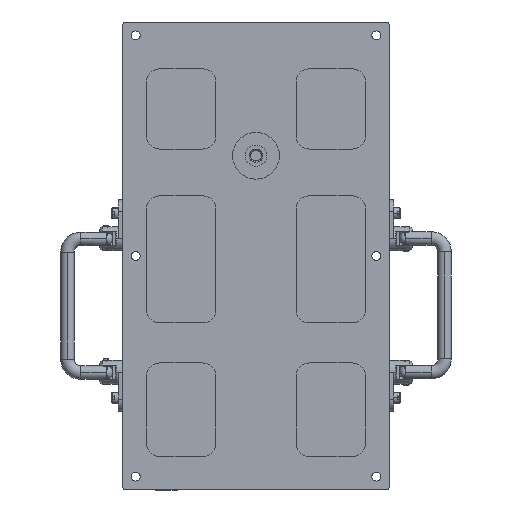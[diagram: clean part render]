
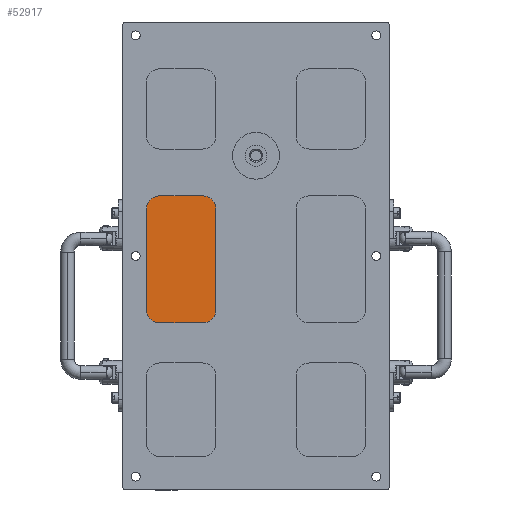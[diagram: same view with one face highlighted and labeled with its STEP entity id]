
A CAD part, front view. The second image highlights one B-rep face of the part: STEP entity #52917.
In plain terms, the highlighted face is planar.
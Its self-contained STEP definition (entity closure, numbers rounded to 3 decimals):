
#1025 = DIRECTION ( 'NONE',  ( 0., 0., -1. ) ) ;
#2098 = AXIS2_PLACEMENT_3D ( 'NONE', #47759, #54197, #32041 ) ;
#5059 = VECTOR ( 'NONE', #11549, 1000. ) ;
#6165 = CARTESIAN_POINT ( 'NONE',  ( -35., 40., -172. ) ) ;
#6833 = DIRECTION ( 'NONE',  ( 1., 0., 0. ) ) ;
#7465 = DIRECTION ( 'NONE',  ( 0., 0., -1. ) ) ;
#8249 = EDGE_CURVE ( 'NONE', #37902, #10334, #31585, .T. ) ;
#9204 = VERTEX_POINT ( 'NONE', #37909 ) ;
#9401 = CARTESIAN_POINT ( 'NONE',  ( -35., 125., -172. ) ) ;
#10103 = CARTESIAN_POINT ( 'NONE',  ( -35., 30., -172. ) ) ;
#10334 = VERTEX_POINT ( 'NONE', #11272 ) ;
#10596 = ORIENTED_EDGE ( 'NONE', *, *, #41659, .T. ) ;
#10892 = CARTESIAN_POINT ( 'NONE',  ( -35., 125., -100. ) ) ;
#11272 = CARTESIAN_POINT ( 'NONE',  ( -35., 115., -130. ) ) ;
#11549 = DIRECTION ( 'NONE',  ( 0., 0., 1. ) ) ;
#11994 = ORIENTED_EDGE ( 'NONE', *, *, #67543, .T. ) ;
#13977 = ORIENTED_EDGE ( 'NONE', *, *, #30802, .T. ) ;
#15154 = EDGE_CURVE ( 'NONE', #51168, #37774, #65175, .T. ) ;
#15714 = CARTESIAN_POINT ( 'NONE',  ( -35., 40., -130. ) ) ;
#16890 = CIRCLE ( 'NONE', #26750, 10. ) ;
#17134 = CARTESIAN_POINT ( 'NONE',  ( -35., 125., -140. ) ) ;
#17192 = DIRECTION ( 'NONE',  ( 1., 0., 0. ) ) ;
#17677 = DIRECTION ( 'NONE',  ( 0., 0., 1. ) ) ;
#18524 = DIRECTION ( 'NONE',  ( 0., 0., -1. ) ) ;
#19030 = ORIENTED_EDGE ( 'NONE', *, *, #8249, .T. ) ;
#22550 = CARTESIAN_POINT ( 'NONE',  ( -35., 0., -182. ) ) ;
#25962 = EDGE_CURVE ( 'NONE', #10334, #59821, #62203, .T. ) ;
#26750 = AXIS2_PLACEMENT_3D ( 'NONE', #59742, #33779, #7465 ) ;
#27443 = FACE_OUTER_BOUND ( 'NONE', #63639, .T. ) ;
#28011 = DIRECTION ( 'NONE',  ( 0., 1., 0. ) ) ;
#28624 = CARTESIAN_POINT ( 'NONE',  ( -35., 115., -172. ) ) ;
#29648 = VERTEX_POINT ( 'NONE', #9401 ) ;
#30380 = CIRCLE ( 'NONE', #38005, 10. ) ;
#30774 = CARTESIAN_POINT ( 'NONE',  ( -35., 0., -130. ) ) ;
#30802 = EDGE_CURVE ( 'NONE', #67319, #29648, #39666, .T. ) ;
#31384 = ORIENTED_EDGE ( 'NONE', *, *, #25962, .T. ) ;
#31585 = CIRCLE ( 'NONE', #2098, 10. ) ;
#32041 = DIRECTION ( 'NONE',  ( 0., 0., -1. ) ) ;
#32804 = LINE ( 'NONE', #22550, #38900 ) ;
#33083 = AXIS2_PLACEMENT_3D ( 'NONE', #28624, #44023, #54580 ) ;
#33779 = DIRECTION ( 'NONE',  ( 1., 0., 0. ) ) ;
#37774 = VERTEX_POINT ( 'NONE', #60762 ) ;
#37902 = VERTEX_POINT ( 'NONE', #17134 ) ;
#37909 = CARTESIAN_POINT ( 'NONE',  ( -35., 40., -182. ) ) ;
#38005 = AXIS2_PLACEMENT_3D ( 'NONE', #6165, #6833, #1025 ) ;
#38900 = VECTOR ( 'NONE', #28011, 1000. ) ;
#39203 = CARTESIAN_POINT ( 'NONE',  ( -35., 30., -100. ) ) ;
#39666 = CIRCLE ( 'NONE', #33083, 10. ) ;
#41039 = DIRECTION ( 'NONE',  ( 0., -1., 0. ) ) ;
#41659 = EDGE_CURVE ( 'NONE', #51168, #9204, #30380, .T. ) ;
#42118 = AXIS2_PLACEMENT_3D ( 'NONE', #64009, #17192, #18524 ) ;
#42588 = ORIENTED_EDGE ( 'NONE', *, *, #15154, .F. ) ;
#42985 = EDGE_CURVE ( 'NONE', #29648, #37902, #47787, .T. ) ;
#44023 = DIRECTION ( 'NONE',  ( 1., 0., 0. ) ) ;
#46817 = ORIENTED_EDGE ( 'NONE', *, *, #54152, .T. ) ;
#47759 = CARTESIAN_POINT ( 'NONE',  ( -35., 115., -140. ) ) ;
#47787 = LINE ( 'NONE', #10892, #63846 ) ;
#48285 = PLANE ( 'NONE',  #42118 ) ;
#51168 = VERTEX_POINT ( 'NONE', #10103 ) ;
#52917 = ADVANCED_FACE ( 'NONE', ( #27443 ), #48285, .T. ) ;
#54152 = EDGE_CURVE ( 'NONE', #9204, #67319, #32804, .T. ) ;
#54197 = DIRECTION ( 'NONE',  ( 1., 0., 0. ) ) ;
#54580 = DIRECTION ( 'NONE',  ( 0., 0., -1. ) ) ;
#56018 = CARTESIAN_POINT ( 'NONE',  ( -35., 115., -182. ) ) ;
#59729 = VECTOR ( 'NONE', #41039, 1000. ) ;
#59742 = CARTESIAN_POINT ( 'NONE',  ( -35., 40., -140. ) ) ;
#59821 = VERTEX_POINT ( 'NONE', #15714 ) ;
#60762 = CARTESIAN_POINT ( 'NONE',  ( -35., 30., -140. ) ) ;
#62203 = LINE ( 'NONE', #30774, #59729 ) ;
#63639 = EDGE_LOOP ( 'NONE', ( #46817, #13977, #66980, #19030, #31384, #11994, #42588, #10596 ) ) ;
#63846 = VECTOR ( 'NONE', #17677, 1000. ) ;
#64009 = CARTESIAN_POINT ( 'NONE',  ( -35., 0., -100. ) ) ;
#65175 = LINE ( 'NONE', #39203, #5059 ) ;
#66980 = ORIENTED_EDGE ( 'NONE', *, *, #42985, .T. ) ;
#67319 = VERTEX_POINT ( 'NONE', #56018 ) ;
#67543 = EDGE_CURVE ( 'NONE', #59821, #37774, #16890, .T. ) ;
